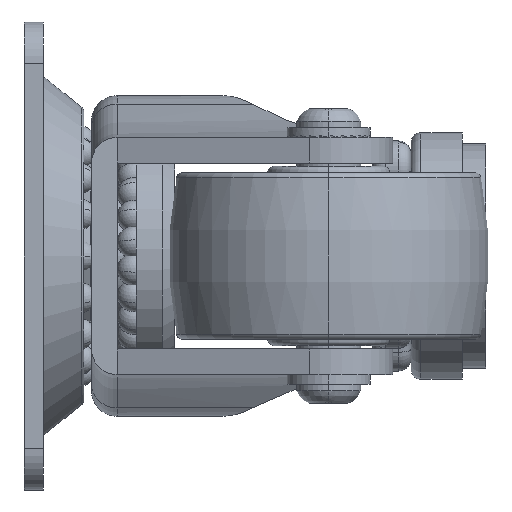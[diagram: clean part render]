
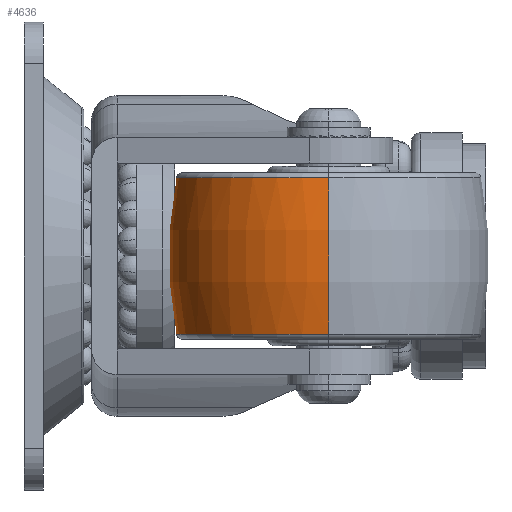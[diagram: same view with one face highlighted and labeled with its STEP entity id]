
A CAD part, left-side view. The second image highlights one B-rep face of the part: STEP entity #4636.
In plain terms, the highlighted toroidal (fillet/blend) face has major radius 34.89 mm and minor radius 59.89 mm.
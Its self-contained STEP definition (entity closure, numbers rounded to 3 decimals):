
#503 = CIRCLE ( 'NONE', #15085, 59.89 ) ;
#549 = EDGE_CURVE ( 'NONE', #1416, #7437, #503, .T. ) ;
#651 = CIRCLE ( 'NONE', #13027, 23.743 ) ;
#1416 = VERTEX_POINT ( 'NONE', #10805 ) ;
#1622 = DIRECTION ( 'NONE',  ( 0., 0., 1. ) ) ;
#3058 = DIRECTION ( 'NONE',  ( 0., -1., 0. ) ) ;
#3351 = ORIENTED_EDGE ( 'NONE', *, *, #549, .T. ) ;
#4161 = CARTESIAN_POINT ( 'NONE',  ( -12.204, 0., 0. ) ) ;
#4636 = ADVANCED_FACE ( 'NONE', ( #6042 ), #16923, .T. ) ;
#4701 = ORIENTED_EDGE ( 'NONE', *, *, #8590, .T. ) ;
#4713 = CARTESIAN_POINT ( 'NONE',  ( 0., 0., 0. ) ) ;
#5200 = DIRECTION ( 'NONE',  ( -1., 0., 0. ) ) ;
#5580 = DIRECTION ( 'NONE',  ( 0., 0., 1. ) ) ;
#5808 = ORIENTED_EDGE ( 'NONE', *, *, #16415, .F. ) ;
#6042 = FACE_OUTER_BOUND ( 'NONE', #8969, .T. ) ;
#6328 = CARTESIAN_POINT ( 'NONE',  ( 12.204, 0., 0. ) ) ;
#6414 = DIRECTION ( 'NONE',  ( 0., 0., 1. ) ) ;
#6439 = DIRECTION ( 'NONE',  ( 0., 1., 0. ) ) ;
#7437 = VERTEX_POINT ( 'NONE', #12210 ) ;
#7468 = AXIS2_PLACEMENT_3D ( 'NONE', #6328, #16289, #7761 ) ;
#7761 = DIRECTION ( 'NONE',  ( 0., 0., 1. ) ) ;
#7853 = CARTESIAN_POINT ( 'NONE',  ( 0., 0., 34.89 ) ) ;
#7933 = VERTEX_POINT ( 'NONE', #16188 ) ;
#8590 = EDGE_CURVE ( 'NONE', #17006, #1416, #12243, .T. ) ;
#8969 = EDGE_LOOP ( 'NONE', ( #4701, #3351, #5808, #9143 ) ) ;
#9143 = ORIENTED_EDGE ( 'NONE', *, *, #14605, .F. ) ;
#10805 = CARTESIAN_POINT ( 'NONE',  ( 12.204, 0., -23.743 ) ) ;
#10842 = CIRCLE ( 'NONE', #18239, 59.89 ) ;
#11627 = CARTESIAN_POINT ( 'NONE',  ( 0., 0., -34.89 ) ) ;
#11821 = CARTESIAN_POINT ( 'NONE',  ( 12.204, 0., 23.743 ) ) ;
#12210 = CARTESIAN_POINT ( 'NONE',  ( -12.204, 0., -23.743 ) ) ;
#12243 = CIRCLE ( 'NONE', #7468, 23.743 ) ;
#13027 = AXIS2_PLACEMENT_3D ( 'NONE', #4161, #14151, #5580 ) ;
#13049 = DIRECTION ( 'NONE',  ( 0., 0., -1. ) ) ;
#14151 = DIRECTION ( 'NONE',  ( -1., 0., 0. ) ) ;
#14605 = EDGE_CURVE ( 'NONE', #17006, #7933, #10842, .T. ) ;
#15085 = AXIS2_PLACEMENT_3D ( 'NONE', #7853, #6439, #6414 ) ;
#15473 = AXIS2_PLACEMENT_3D ( 'NONE', #4713, #5200, #1622 ) ;
#16188 = CARTESIAN_POINT ( 'NONE',  ( -12.204, 0., 23.743 ) ) ;
#16289 = DIRECTION ( 'NONE',  ( -1., 0., 0. ) ) ;
#16415 = EDGE_CURVE ( 'NONE', #7933, #7437, #651, .T. ) ;
#16923 = TOROIDAL_SURFACE ( 'NONE', #15473, -34.89, 59.89 ) ;
#17006 = VERTEX_POINT ( 'NONE', #11821 ) ;
#18239 = AXIS2_PLACEMENT_3D ( 'NONE', #11627, #3058, #13049 ) ;
